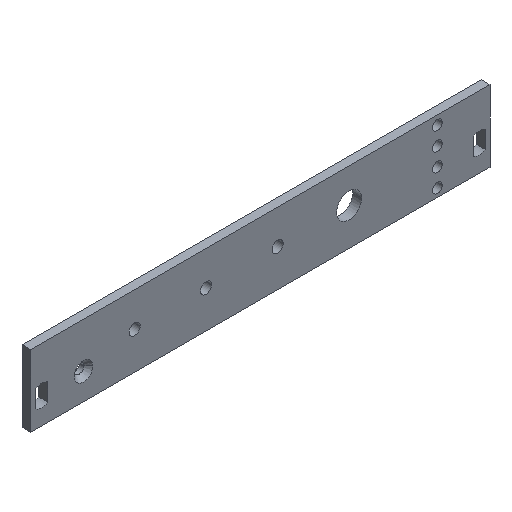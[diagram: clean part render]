
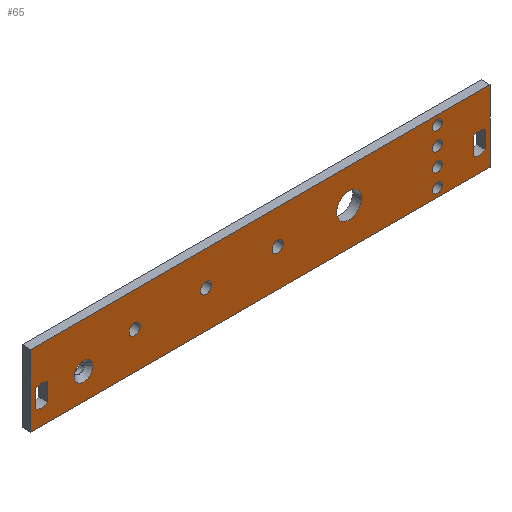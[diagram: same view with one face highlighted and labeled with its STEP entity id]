
A CAD part, isometric view. The second image highlights one B-rep face of the part: STEP entity #65.
In plain terms, the highlighted planar face has unit normal (0, -1, 0).
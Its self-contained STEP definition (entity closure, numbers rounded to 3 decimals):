
#65=ADVANCED_FACE('',(#126,#127,#128,#129,#130,#131,#132,#133,#134,#135,#136,#137),#138,.F.);
#126=FACE_BOUND('',#217,.T.);
#127=FACE_BOUND('',#218,.T.);
#128=FACE_BOUND('',#219,.T.);
#129=FACE_BOUND('',#220,.T.);
#130=FACE_OUTER_BOUND('',#221,.T.);
#131=FACE_BOUND('',#222,.T.);
#132=FACE_BOUND('',#223,.T.);
#133=FACE_BOUND('',#224,.T.);
#134=FACE_BOUND('',#225,.T.);
#135=FACE_BOUND('',#226,.T.);
#136=FACE_BOUND('',#227,.T.);
#137=FACE_BOUND('',#228,.T.);
#138=PLANE('',#229);
#217=EDGE_LOOP('',(#393,#394));
#218=EDGE_LOOP('',(#395,#396));
#219=EDGE_LOOP('',(#397,#398));
#220=EDGE_LOOP('',(#399,#400));
#221=EDGE_LOOP('',(#401,#402,#403,#404));
#222=EDGE_LOOP('',(#405,#406));
#223=EDGE_LOOP('',(#407,#408));
#224=EDGE_LOOP('',(#409,#410));
#225=EDGE_LOOP('',(#411,#412));
#226=EDGE_LOOP('',(#413,#414));
#227=EDGE_LOOP('',(#415,#416,#417,#418));
#228=EDGE_LOOP('',(#419,#420,#421,#422));
#229=AXIS2_PLACEMENT_3D('',#423,#424,#425);
#393=ORIENTED_EDGE('',*,*,#599,.T.);
#394=ORIENTED_EDGE('',*,*,#598,.T.);
#395=ORIENTED_EDGE('',*,*,#601,.T.);
#396=ORIENTED_EDGE('',*,*,#594,.T.);
#397=ORIENTED_EDGE('',*,*,#603,.T.);
#398=ORIENTED_EDGE('',*,*,#590,.T.);
#399=ORIENTED_EDGE('',*,*,#623,.T.);
#400=ORIENTED_EDGE('',*,*,#586,.T.);
#401=ORIENTED_EDGE('',*,*,#624,.T.);
#402=ORIENTED_EDGE('',*,*,#625,.T.);
#403=ORIENTED_EDGE('',*,*,#626,.T.);
#404=ORIENTED_EDGE('',*,*,#627,.T.);
#405=ORIENTED_EDGE('',*,*,#581,.T.);
#406=ORIENTED_EDGE('',*,*,#628,.T.);
#407=ORIENTED_EDGE('',*,*,#629,.T.);
#408=ORIENTED_EDGE('',*,*,#575,.T.);
#409=ORIENTED_EDGE('',*,*,#630,.T.);
#410=ORIENTED_EDGE('',*,*,#571,.T.);
#411=ORIENTED_EDGE('',*,*,#631,.T.);
#412=ORIENTED_EDGE('',*,*,#567,.T.);
#413=ORIENTED_EDGE('',*,*,#632,.T.);
#414=ORIENTED_EDGE('',*,*,#563,.T.);
#415=ORIENTED_EDGE('',*,*,#633,.T.);
#416=ORIENTED_EDGE('',*,*,#634,.T.);
#417=ORIENTED_EDGE('',*,*,#635,.T.);
#418=ORIENTED_EDGE('',*,*,#636,.T.);
#419=ORIENTED_EDGE('',*,*,#637,.T.);
#420=ORIENTED_EDGE('',*,*,#638,.T.);
#421=ORIENTED_EDGE('',*,*,#639,.T.);
#422=ORIENTED_EDGE('',*,*,#640,.T.);
#423=CARTESIAN_POINT('',(-64.2,0.0,10.));
#424=DIRECTION('',(-0.0,1.0,0.0));
#425=DIRECTION('',(1.0,0.0,0.0));
#563=EDGE_CURVE('',#655,#659,#661,.T.);
#567=EDGE_CURVE('',#663,#667,#669,.T.);
#571=EDGE_CURVE('',#671,#675,#677,.T.);
#575=EDGE_CURVE('',#679,#683,#685,.T.);
#581=EDGE_CURVE('',#696,#694,#697,.T.);
#586=EDGE_CURVE('',#700,#704,#706,.T.);
#590=EDGE_CURVE('',#708,#712,#714,.T.);
#594=EDGE_CURVE('',#716,#720,#722,.T.);
#598=EDGE_CURVE('',#724,#728,#730,.T.);
#599=EDGE_CURVE('',#728,#724,#731,.T.);
#601=EDGE_CURVE('',#720,#716,#733,.T.);
#603=EDGE_CURVE('',#712,#708,#735,.T.);
#623=EDGE_CURVE('',#704,#700,#767,.T.);
#624=EDGE_CURVE('',#768,#769,#770,.T.);
#625=EDGE_CURVE('',#769,#771,#772,.T.);
#626=EDGE_CURVE('',#771,#773,#774,.T.);
#627=EDGE_CURVE('',#773,#768,#775,.T.);
#628=EDGE_CURVE('',#694,#696,#776,.T.);
#629=EDGE_CURVE('',#683,#679,#777,.T.);
#630=EDGE_CURVE('',#675,#671,#778,.T.);
#631=EDGE_CURVE('',#667,#663,#779,.T.);
#632=EDGE_CURVE('',#659,#655,#780,.T.);
#633=EDGE_CURVE('',#781,#782,#783,.T.);
#634=EDGE_CURVE('',#782,#784,#785,.T.);
#635=EDGE_CURVE('',#784,#786,#787,.T.);
#636=EDGE_CURVE('',#786,#781,#788,.T.);
#637=EDGE_CURVE('',#789,#790,#791,.T.);
#638=EDGE_CURVE('',#790,#792,#793,.T.);
#639=EDGE_CURVE('',#792,#794,#795,.T.);
#640=EDGE_CURVE('',#794,#789,#796,.T.);
#655=VERTEX_POINT('',#811);
#659=VERTEX_POINT('',#816);
#661=CIRCLE('',#819,1.35);
#663=VERTEX_POINT('',#821);
#667=VERTEX_POINT('',#826);
#669=CIRCLE('',#829,1.35);
#671=VERTEX_POINT('',#831);
#675=VERTEX_POINT('',#836);
#677=CIRCLE('',#839,1.35);
#679=VERTEX_POINT('',#841);
#683=VERTEX_POINT('',#846);
#685=CIRCLE('',#849,1.35);
#694=VERTEX_POINT('',#860);
#696=VERTEX_POINT('',#863);
#697=CIRCLE('',#864,2.6);
#700=VERTEX_POINT('',#868);
#704=VERTEX_POINT('',#873);
#706=CIRCLE('',#876,3.5);
#708=VERTEX_POINT('',#878);
#712=VERTEX_POINT('',#883);
#714=CIRCLE('',#886,1.55);
#716=VERTEX_POINT('',#888);
#720=VERTEX_POINT('',#893);
#722=CIRCLE('',#896,1.55);
#724=VERTEX_POINT('',#898);
#728=VERTEX_POINT('',#903);
#730=CIRCLE('',#906,1.55);
#731=CIRCLE('',#907,1.55);
#733=CIRCLE('',#909,1.55);
#735=CIRCLE('',#911,1.55);
#767=CIRCLE('',#951,3.5);
#768=VERTEX_POINT('',#952);
#769=VERTEX_POINT('',#953);
#770=LINE('',#954,#955);
#771=VERTEX_POINT('',#956);
#772=LINE('',#957,#958);
#773=VERTEX_POINT('',#959);
#774=LINE('',#960,#961);
#775=LINE('',#962,#963);
#776=CIRCLE('',#964,2.6);
#777=CIRCLE('',#965,1.35);
#778=CIRCLE('',#966,1.35);
#779=CIRCLE('',#967,1.35);
#780=CIRCLE('',#968,1.35);
#781=VERTEX_POINT('',#969);
#782=VERTEX_POINT('',#970);
#783=CIRCLE('',#971,2.95);
#784=VERTEX_POINT('',#972);
#785=LINE('',#973,#974);
#786=VERTEX_POINT('',#975);
#787=CIRCLE('',#976,2.95);
#788=LINE('',#977,#978);
#789=VERTEX_POINT('',#979);
#790=VERTEX_POINT('',#980);
#791=CIRCLE('',#981,2.95);
#792=VERTEX_POINT('',#982);
#793=LINE('',#983,#984);
#794=VERTEX_POINT('',#985);
#795=CIRCLE('',#986,2.95);
#796=LINE('',#987,#988);
#811=CARTESIAN_POINT('',(-16.05,0.0,2.37));
#816=CARTESIAN_POINT('',(-13.35,0.0,2.37));
#819=AXIS2_PLACEMENT_3D('',#1019,#1020,#1021);
#821=CARTESIAN_POINT('',(-16.05,0.0,7.45));
#826=CARTESIAN_POINT('',(-13.35,0.0,7.45));
#829=AXIS2_PLACEMENT_3D('',#1027,#1028,#1029);
#831=CARTESIAN_POINT('',(-16.05,0.0,12.53));
#836=CARTESIAN_POINT('',(-13.35,0.0,12.53));
#839=AXIS2_PLACEMENT_3D('',#1035,#1036,#1037);
#841=CARTESIAN_POINT('',(-16.05,0.0,17.61));
#846=CARTESIAN_POINT('',(-13.35,0.0,17.61));
#849=AXIS2_PLACEMENT_3D('',#1043,#1044,#1045);
#860=CARTESIAN_POINT('',(-111.1,0.0,7.45));
#863=CARTESIAN_POINT('',(-116.3,0.,7.45));
#864=AXIS2_PLACEMENT_3D('',#1055,#1056,#1057);
#868=CARTESIAN_POINT('',(-35.9,0.0,10.5));
#873=CARTESIAN_POINT('',(-42.9,0.0,10.5));
#876=AXIS2_PLACEMENT_3D('',#1064,#1065,#1066);
#878=CARTESIAN_POINT('',(-97.85,0.0,10.5));
#883=CARTESIAN_POINT('',(-100.95,0.0,10.5));
#886=AXIS2_PLACEMENT_3D('',#1072,#1073,#1074);
#888=CARTESIAN_POINT('',(-57.85,0.0,10.5));
#893=CARTESIAN_POINT('',(-60.95,0.0,10.5));
#896=AXIS2_PLACEMENT_3D('',#1080,#1081,#1082);
#898=CARTESIAN_POINT('',(-77.85,0.0,10.5));
#903=CARTESIAN_POINT('',(-80.95,0.0,10.5));
#906=AXIS2_PLACEMENT_3D('',#1088,#1089,#1090);
#907=AXIS2_PLACEMENT_3D('',#1091,#1092,#1093);
#909=AXIS2_PLACEMENT_3D('',#1097,#1098,#1099);
#911=AXIS2_PLACEMENT_3D('',#1103,#1104,#1105);
#951=AXIS2_PLACEMENT_3D('',#1147,#1148,#1149);
#952=CARTESIAN_POINT('',(-128.4,0.0,0.));
#953=CARTESIAN_POINT('',(0.,0.0,0.));
#954=CARTESIAN_POINT('',(-128.4,0.0,0.));
#955=VECTOR('',#1150,128.4);
#956=CARTESIAN_POINT('',(0.,0.0,20.));
#957=CARTESIAN_POINT('',(0.,0.0,0.));
#958=VECTOR('',#1151,20.0);
#959=CARTESIAN_POINT('',(-128.4,0.0,20.));
#960=CARTESIAN_POINT('',(0.,0.0,20.));
#961=VECTOR('',#1152,128.4);
#962=CARTESIAN_POINT('',(-128.4,0.0,20.));
#963=VECTOR('',#1153,20.0);
#964=AXIS2_PLACEMENT_3D('',#1154,#1155,#1156);
#965=AXIS2_PLACEMENT_3D('',#1157,#1158,#1159);
#966=AXIS2_PLACEMENT_3D('',#1160,#1161,#1162);
#967=AXIS2_PLACEMENT_3D('',#1163,#1164,#1165);
#968=AXIS2_PLACEMENT_3D('',#1166,#1167,#1168);
#969=CARTESIAN_POINT('',(-1.35,0.0,5.005));
#970=CARTESIAN_POINT('',(-4.65,0.0,5.005));
#971=AXIS2_PLACEMENT_3D('',#1169,#1170,#1171);
#972=CARTESIAN_POINT('',(-4.65,0.0,9.895));
#973=CARTESIAN_POINT('',(-4.65,0.0,5.005));
#974=VECTOR('',#1172,4.891);
#975=CARTESIAN_POINT('',(-1.35,0.0,9.895));
#976=AXIS2_PLACEMENT_3D('',#1173,#1174,#1175);
#977=CARTESIAN_POINT('',(-1.35,0.0,9.895));
#978=VECTOR('',#1176,4.891);
#979=CARTESIAN_POINT('',(-123.75,0.0,5.005));
#980=CARTESIAN_POINT('',(-127.05,0.0,5.005));
#981=AXIS2_PLACEMENT_3D('',#1177,#1178,#1179);
#982=CARTESIAN_POINT('',(-127.05,0.0,9.895));
#983=CARTESIAN_POINT('',(-127.05,0.0,5.005));
#984=VECTOR('',#1180,4.891);
#985=CARTESIAN_POINT('',(-123.75,0.0,9.895));
#986=AXIS2_PLACEMENT_3D('',#1181,#1182,#1183);
#987=CARTESIAN_POINT('',(-123.75,0.0,9.895));
#988=VECTOR('',#1184,4.891);
#1019=CARTESIAN_POINT('',(-14.7,0.0,2.37));
#1020=DIRECTION('',(0.0,1.0,0.0));
#1021=DIRECTION('',(-1.0,0.0,0.0));
#1027=CARTESIAN_POINT('',(-14.7,0.0,7.45));
#1028=DIRECTION('',(0.0,1.0,0.0));
#1029=DIRECTION('',(-1.0,0.0,0.0));
#1035=CARTESIAN_POINT('',(-14.7,0.0,12.53));
#1036=DIRECTION('',(0.0,1.0,0.0));
#1037=DIRECTION('',(-1.0,0.0,0.0));
#1043=CARTESIAN_POINT('',(-14.7,0.0,17.61));
#1044=DIRECTION('',(0.0,1.0,0.0));
#1045=DIRECTION('',(-1.0,0.0,0.0));
#1055=CARTESIAN_POINT('',(-113.7,0.0,7.45));
#1056=DIRECTION('',(-0.0,1.0,0.0));
#1057=DIRECTION('',(1.0,0.0,0.0));
#1064=CARTESIAN_POINT('',(-39.4,0.0,10.5));
#1065=DIRECTION('',(-0.0,1.0,0.0));
#1066=DIRECTION('',(1.0,0.0,0.0));
#1072=CARTESIAN_POINT('',(-99.4,0.0,10.5));
#1073=DIRECTION('',(-0.0,1.0,0.0));
#1074=DIRECTION('',(1.0,0.0,0.0));
#1080=CARTESIAN_POINT('',(-59.4,0.0,10.5));
#1081=DIRECTION('',(-0.0,1.0,0.0));
#1082=DIRECTION('',(1.0,0.0,0.0));
#1088=CARTESIAN_POINT('',(-79.4,0.0,10.5));
#1089=DIRECTION('',(-0.0,1.0,0.0));
#1090=DIRECTION('',(1.0,0.0,0.0));
#1091=CARTESIAN_POINT('',(-79.4,0.0,10.5));
#1092=DIRECTION('',(-0.0,1.0,0.0));
#1093=DIRECTION('',(1.0,0.0,0.0));
#1097=CARTESIAN_POINT('',(-59.4,0.0,10.5));
#1098=DIRECTION('',(-0.0,1.0,0.0));
#1099=DIRECTION('',(1.0,0.0,0.0));
#1103=CARTESIAN_POINT('',(-99.4,0.0,10.5));
#1104=DIRECTION('',(-0.0,1.0,0.0));
#1105=DIRECTION('',(1.0,0.0,0.0));
#1147=CARTESIAN_POINT('',(-39.4,0.0,10.5));
#1148=DIRECTION('',(-0.0,1.0,0.0));
#1149=DIRECTION('',(1.0,0.0,0.0));
#1150=DIRECTION('',(1.0,0.0,0.0));
#1151=DIRECTION('',(0.0,0.0,1.0));
#1152=DIRECTION('',(-1.0,0.0,0.0));
#1153=DIRECTION('',(0.0,0.0,-1.0));
#1154=CARTESIAN_POINT('',(-113.7,0.0,7.45));
#1155=DIRECTION('',(-0.0,1.0,0.0));
#1156=DIRECTION('',(1.0,0.0,0.0));
#1157=CARTESIAN_POINT('',(-14.7,0.0,17.61));
#1158=DIRECTION('',(0.0,1.0,0.0));
#1159=DIRECTION('',(-1.0,0.0,0.0));
#1160=CARTESIAN_POINT('',(-14.7,0.0,12.53));
#1161=DIRECTION('',(0.0,1.0,0.0));
#1162=DIRECTION('',(-1.0,0.0,0.0));
#1163=CARTESIAN_POINT('',(-14.7,0.0,7.45));
#1164=DIRECTION('',(0.0,1.0,0.0));
#1165=DIRECTION('',(-1.0,0.0,0.0));
#1166=CARTESIAN_POINT('',(-14.7,0.0,2.37));
#1167=DIRECTION('',(0.0,1.0,0.0));
#1168=DIRECTION('',(-1.0,0.0,0.0));
#1169=CARTESIAN_POINT('',(-3.,0.0,7.45));
#1170=DIRECTION('',(0.0,1.0,0.0));
#1171=DIRECTION('',(-0.559,0.0,-0.829));
#1172=DIRECTION('',(0.0,0.0,1.0));
#1173=CARTESIAN_POINT('',(-3.,0.0,7.45));
#1174=DIRECTION('',(-0.0,1.0,0.0));
#1175=DIRECTION('',(0.559,0.0,0.829));
#1176=DIRECTION('',(0.0,0.0,-1.0));
#1177=CARTESIAN_POINT('',(-125.4,0.0,7.45));
#1178=DIRECTION('',(0.0,1.0,0.0));
#1179=DIRECTION('',(-0.559,0.0,-0.829));
#1180=DIRECTION('',(0.0,0.0,1.0));
#1181=CARTESIAN_POINT('',(-125.4,0.0,7.45));
#1182=DIRECTION('',(-0.0,1.0,0.0));
#1183=DIRECTION('',(0.559,0.0,0.829));
#1184=DIRECTION('',(0.0,0.0,-1.0));
